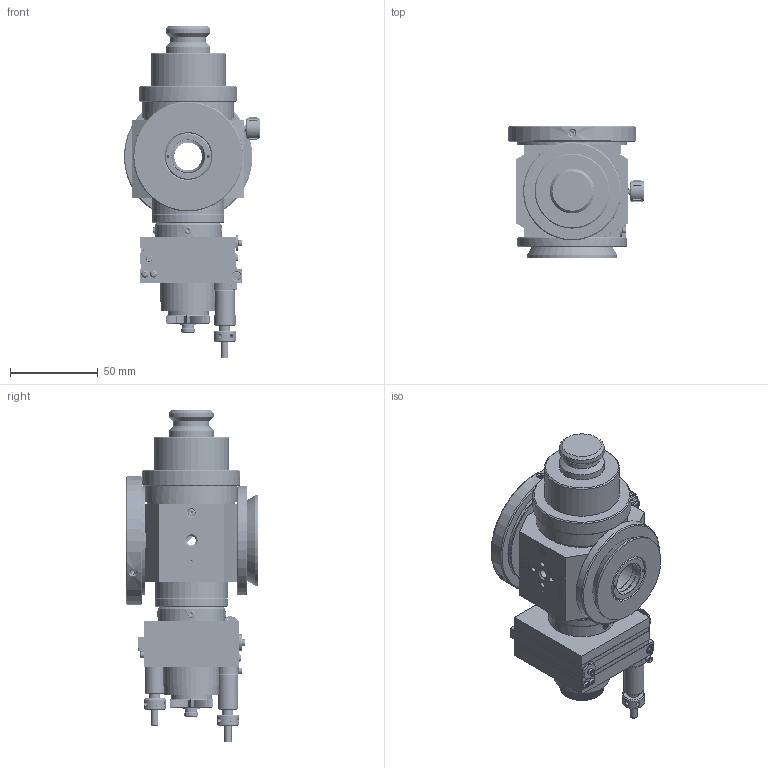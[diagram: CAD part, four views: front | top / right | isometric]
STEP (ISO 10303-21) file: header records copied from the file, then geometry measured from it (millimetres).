
FILE_DESCRIPTION (( 'STEP AP214' ), '1' );
FILE_NAME ('48380000_step.STEP', '2015-09-10T21:33:38', ( '' ), ( '' ), 'SwSTEP 2.0', 'SolidWorks 2015', '' );
FILE_SCHEMA (( 'AUTOMOTIVE_DESIGN' ));
Length unit declared in the file: inch
Products named in the file (17): 48390000_step_6; 48390000_step_14; 48390000_step_8; 48390000_step_2; 48380000_step; 48390000_step_15; 48390000_step_4; 48390000_step_10; 48390000_step_13; 48390000_step; 48380000_CBH; 48390000_step_1; 48390000_step_9; 48390000_step_3; 48390000_step_5; 48390000_step_7; 48390000_step_11
Assembly tree (16 placements, depth 2):
  48380000_step
    48390000_step_2
    48390000_step_8
    48390000_step_14
    48390000_step_6
    48390000_step_11
    48390000_step_7
    48390000_step_5
    48390000_step_3
    48390000_step_9
    48390000_step_1
    48380000_CBH
    48390000_step
    48390000_step_13
    48390000_step_10
    48390000_step_4
    48390000_step_15
Bounding box: 77.6 x 74.78 x 188.9 mm (x, y, z)
Volume: 322832.5 mm3; surface area: 100025.7 mm2
Topology: 19 solids, 31 shells, 2832 faces, 7544 edges, 4910 vertices
Faces by surface type: plane 1656, cylinder 667, cone 325, bspline 180, sphere 4
Full cylindrical faces by diameter (mm): 1.575 x10, 1.588 x2, 1.778 x12, 1.981 x2, 2.286 x4, 2.381 x7, 2.388 x15, 2.489 x2, 2.54 x1, 3.048 x4, 3.175 x1, 3.2 x8, 3.454 x23, 3.556 x8, 3.962 x2, 3.969 x2, 4.127 x1, 4.128 x1, 4.166 x4, 4.318 x1, 4.775 x3, 4.801 x4, 5.207 x2, 6.026 x1, 6.299 x2, 6.401 x1, 6.528 x1, 6.731 x1, 6.858 x1, 7.112 x4
Entity records: 136614 total; most frequent: CARTESIAN_POINT 71790, ORIENTED_EDGE 13816, DIRECTION 11845, EDGE_CURVE 6908, VERTEX_POINT 4650, AXIS2_PLACEMENT_3D 4164, VECTOR 3517, LINE 3517
